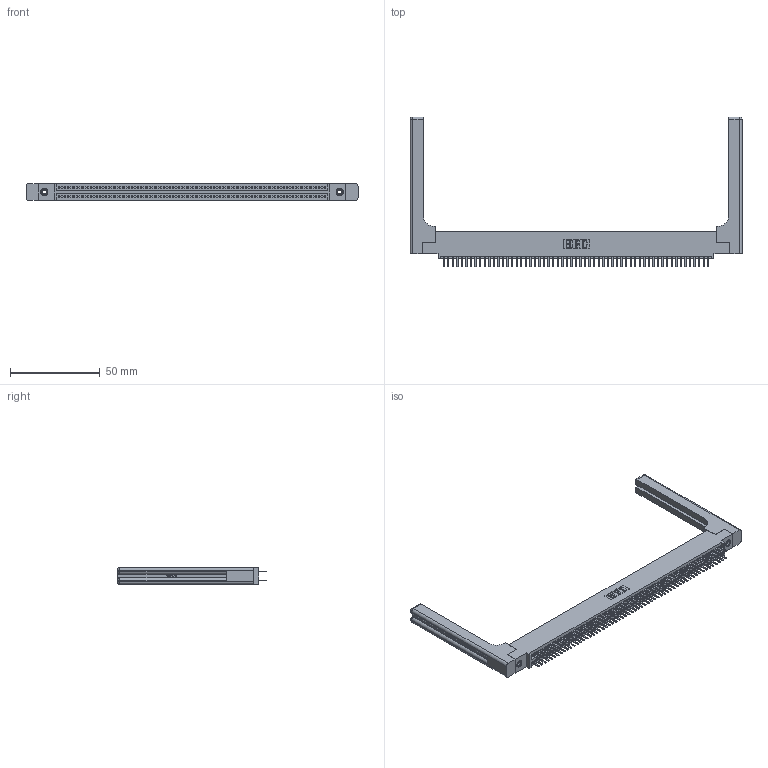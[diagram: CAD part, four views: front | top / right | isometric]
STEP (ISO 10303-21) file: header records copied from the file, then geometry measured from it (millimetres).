
FILE_DESCRIPTION (( 'STEP AP203' ), '1' );
FILE_NAME ('345-118-520-558.STEP', '2019-11-05T18:27:20', ( '' ), ( '' ), 'SwSTEP 2.0', 'SolidWorks 2016', '' );
FILE_SCHEMA (( 'CONFIG_CONTROL_DESIGN' ));
Length unit declared in the file: inch
Products named in the file (5): 345-250-001_345-250-001-102; 345-118-520-558; 345 Part_0.110 Offset - 0.156 Dia-TH; 345-292-001_345-293-120; 345-220-058_345-220-058
Assembly tree (123 placements, depth 2):
  345-118-520-558
    345 Part_0.110 Offset - 0.156 Dia-TH
    345-292-001_345-293-120  x118
    345-250-001_345-250-001-102  x2
    345-220-058_345-220-058  x2
Bounding box: 184.89 x 83.44 x 9.4 mm (x, y, z)
Volume: 26467.7 mm3; surface area: 31966.8 mm2
Topology: 123 solids, 123 shells, 6758 faces, 19545 edges, 12694 vertices
Faces by surface type: plane 4362, cylinder 2336, bspline 36, cone 12, sphere 8, torus 4
Entity records: 49432 total; most frequent: CARTESIAN_POINT 9277, ORIENTED_EDGE 7996, DIRECTION 7078, EDGE_CURVE 3998, LINE 3534, VECTOR 3534, VERTEX_POINT 2654, AXIS2_PLACEMENT_3D 1772
